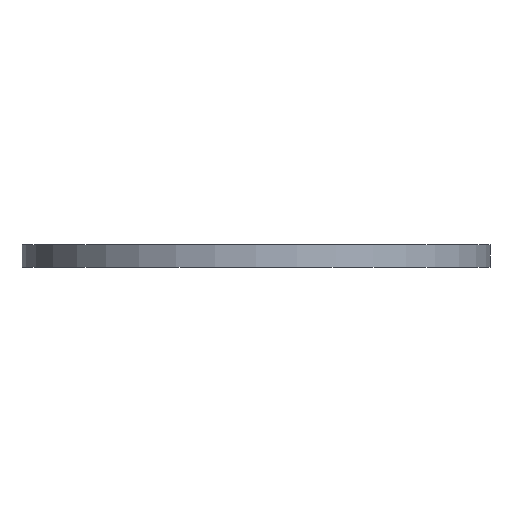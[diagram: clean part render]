
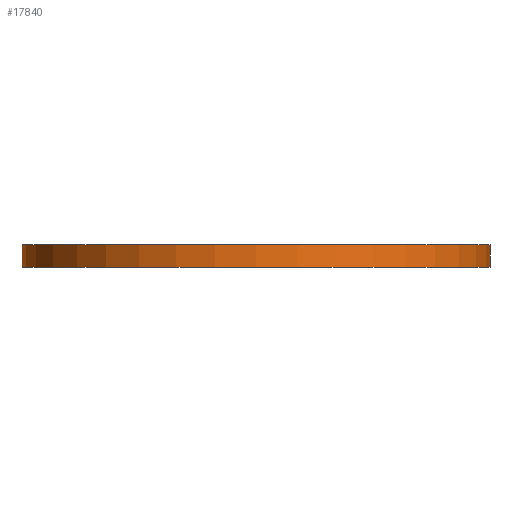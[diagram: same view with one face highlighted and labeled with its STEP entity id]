
A CAD part, front view. The second image highlights one B-rep face of the part: STEP entity #17840.
In plain terms, the highlighted cylindrical face has radius 16.421 mm (diameter 32.842 mm), a partial arc.
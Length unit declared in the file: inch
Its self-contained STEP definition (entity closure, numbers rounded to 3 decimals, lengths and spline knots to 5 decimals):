
#534 = ORIENTED_EDGE ( 'NONE', *, *, #17229, .T. ) ;
#906 = EDGE_CURVE ( 'NONE', #7527, #3833, #1923, .T. ) ;
#1453 = CARTESIAN_POINT ( 'NONE',  ( 0.6465, 0., 0. ) ) ;
#1840 = LINE ( 'NONE', #15806, #7147 ) ;
#1923 = CIRCLE ( 'NONE', #9294, 0.6465 ) ;
#2139 = EDGE_CURVE ( 'NONE', #14406, #3833, #12156, .T. ) ;
#2620 = DIRECTION ( 'NONE',  ( 0., 0., 1. ) ) ;
#3833 = VERTEX_POINT ( 'NONE', #1453 ) ;
#4103 = DIRECTION ( 'NONE',  ( 1., 0., 0. ) ) ;
#4147 = CIRCLE ( 'NONE', #12684, 0.6465 ) ;
#4951 = DIRECTION ( 'NONE',  ( 0., 0., -1. ) ) ;
#5303 = DIRECTION ( 'NONE',  ( 0., 0., -1. ) ) ;
#6044 = EDGE_LOOP ( 'NONE', ( #7523, #14965, #534, #10888 ) ) ;
#6905 = CARTESIAN_POINT ( 'NONE',  ( 0.6465, 0., 0.0625 ) ) ;
#7147 = VECTOR ( 'NONE', #11279, 39.37008 ) ;
#7267 = DIRECTION ( 'NONE',  ( 1., 0., 0. ) ) ;
#7430 = EDGE_CURVE ( 'NONE', #10498, #14406, #4147, .T. ) ;
#7521 = CYLINDRICAL_SURFACE ( 'NONE', #13934, 0.6465 ) ;
#7523 = ORIENTED_EDGE ( 'NONE', *, *, #2139, .F. ) ;
#7527 = VERTEX_POINT ( 'NONE', #17794 ) ;
#8034 = VECTOR ( 'NONE', #4951, 39.37008 ) ;
#8660 = DIRECTION ( 'NONE',  ( 0., 0., 1. ) ) ;
#9294 = AXIS2_PLACEMENT_3D ( 'NONE', #15518, #8660, #7267 ) ;
#9441 = CARTESIAN_POINT ( 'NONE',  ( 0., 0., 0.0625 ) ) ;
#10498 = VERTEX_POINT ( 'NONE', #16623 ) ;
#10888 = ORIENTED_EDGE ( 'NONE', *, *, #906, .T. ) ;
#11279 = DIRECTION ( 'NONE',  ( 0., 0., -1. ) ) ;
#11776 = FACE_OUTER_BOUND ( 'NONE', #6044, .T. ) ;
#12155 = DIRECTION ( 'NONE',  ( -1., 0., 0. ) ) ;
#12156 = LINE ( 'NONE', #15117, #8034 ) ;
#12684 = AXIS2_PLACEMENT_3D ( 'NONE', #15301, #2620, #4103 ) ;
#13934 = AXIS2_PLACEMENT_3D ( 'NONE', #9441, #5303, #12155 ) ;
#14406 = VERTEX_POINT ( 'NONE', #6905 ) ;
#14965 = ORIENTED_EDGE ( 'NONE', *, *, #7430, .F. ) ;
#15117 = CARTESIAN_POINT ( 'NONE',  ( 0.6465, 0., 0.0625 ) ) ;
#15301 = CARTESIAN_POINT ( 'NONE',  ( 0., 0., 0.0625 ) ) ;
#15518 = CARTESIAN_POINT ( 'NONE',  ( 0., 0., 0. ) ) ;
#15806 = CARTESIAN_POINT ( 'NONE',  ( -0.6465, 0., 0.0625 ) ) ;
#16623 = CARTESIAN_POINT ( 'NONE',  ( -0.6465, 0., 0.0625 ) ) ;
#17229 = EDGE_CURVE ( 'NONE', #10498, #7527, #1840, .T. ) ;
#17794 = CARTESIAN_POINT ( 'NONE',  ( -0.6465, 0., 0. ) ) ;
#17840 = ADVANCED_FACE ( 'NONE', ( #11776 ), #7521, .T. ) ;
